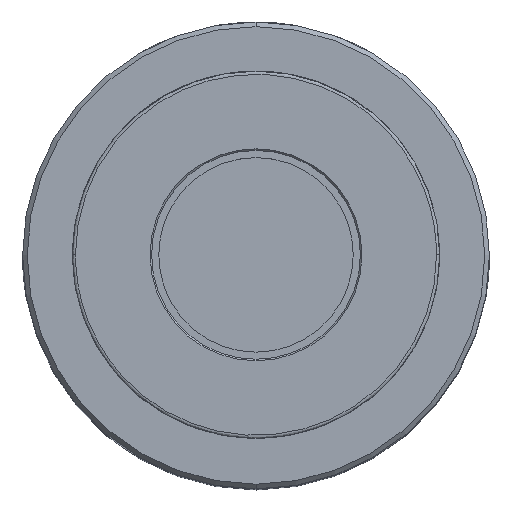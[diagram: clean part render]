
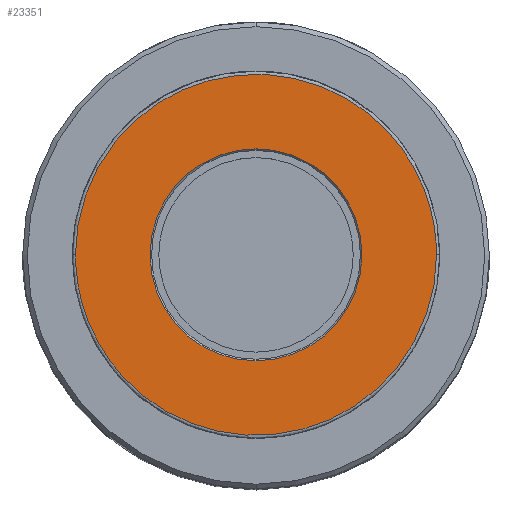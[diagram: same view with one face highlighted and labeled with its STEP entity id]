
A CAD part, top view. The second image highlights one B-rep face of the part: STEP entity #23351.
In plain terms, the highlighted planar face has unit normal (0, 0, 1).
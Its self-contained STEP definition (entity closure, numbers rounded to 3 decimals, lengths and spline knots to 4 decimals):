
#7736 = VERTEX_POINT ( 'NONE', #34391 ) ;
#7754 = VERTEX_POINT ( 'NONE', #34409 ) ;
#7762 = VERTEX_POINT ( 'NONE', #34417 ) ;
#7858 = VERTEX_POINT ( 'NONE', #34513 ) ;
#9077 = EDGE_CURVE ( 'NONE', #7762, #7754, #23934, .T. ) ;
#9113 = EDGE_CURVE ( 'NONE', #7754, #7762, #23959, .T. ) ;
#9168 = EDGE_CURVE ( 'NONE', #7858, #7736, #42051, .T. ) ;
#14584 = CARTESIAN_POINT ( 'NONE',  ( 0.8522, 0., 0. ) ) ;
#15189 = PLANE ( 'NONE',  #36969 ) ;
#15193 = DIRECTION ( 'NONE',  ( 0., 0., 1. ) ) ;
#15195 = DIRECTION ( 'NONE',  ( 0., -1., 0. ) ) ;
#23351 = ADVANCED_FACE ( 'NONE', ( #31791, #31794 ), #15189, .T. ) ;
#23934 = CIRCLE ( 'NONE', #36259, 0.8649 ) ;
#23959 = CIRCLE ( 'NONE', #36283, 0.8649 ) ;
#26765 = CARTESIAN_POINT ( 'NONE',  ( 1.4732, 0., 0. ) ) ;
#26807 = CARTESIAN_POINT ( 'NONE',  ( 1.4732, -2.9464, 0. ) ) ;
#26814 = CARTESIAN_POINT ( 'NONE',  ( -1.4732, -2.9464, 0. ) ) ;
#26815 = CARTESIAN_POINT ( 'NONE',  ( -1.4732, 0., 0. ) ) ;
#27167 = EDGE_CURVE ( 'NONE', #7736, #7858, #42390, .T. ) ;
#31791 = FACE_OUTER_BOUND ( 'NONE', #45473, .T. ) ;
#31794 = FACE_BOUND ( 'NONE', #45471, .T. ) ;
#33395 = CARTESIAN_POINT ( 'NONE',  ( 0., 0., 0. ) ) ;
#33396 = DIRECTION ( 'NONE',  ( 0., 0., -1. ) ) ;
#33397 = DIRECTION ( 'NONE',  ( 1., 0., 0. ) ) ;
#33594 = CARTESIAN_POINT ( 'NONE',  ( 0., 0., 0. ) ) ;
#33595 = DIRECTION ( 'NONE',  ( 0., 0., -1. ) ) ;
#33596 = DIRECTION ( 'NONE',  ( 1., 0., 0. ) ) ;
#34391 = CARTESIAN_POINT ( 'NONE',  ( 1.4732, 0., 0. ) ) ;
#34409 = CARTESIAN_POINT ( 'NONE',  ( -0.8649, 0., 0. ) ) ;
#34417 = CARTESIAN_POINT ( 'NONE',  ( 0.8649, 0., 0. ) ) ;
#34513 = CARTESIAN_POINT ( 'NONE',  ( -1.4732, 0., 0. ) ) ;
#36259 = AXIS2_PLACEMENT_3D ( 'NONE', #33395, #33396, #33397 ) ;
#36283 = AXIS2_PLACEMENT_3D ( 'NONE', #33594, #33595, #33596 ) ;
#36969 = AXIS2_PLACEMENT_3D ( 'NONE', #14584, #15193, #15195 ) ;
#40106 = ORIENTED_EDGE ( 'NONE', *, *, #9113, .T. ) ;
#40107 = ORIENTED_EDGE ( 'NONE', *, *, #9077, .T. ) ;
#40108 = ORIENTED_EDGE ( 'NONE', *, *, #9168, .F. ) ;
#40109 = ORIENTED_EDGE ( 'NONE', *, *, #27167, .F. ) ;
#42051 =( BOUNDED_CURVE ( )  B_SPLINE_CURVE ( 3, ( #42409, #42408, #42419, #42420 ),
 .UNSPECIFIED., .F., .F. ) 
 B_SPLINE_CURVE_WITH_KNOTS ( ( 4, 4 ),
 ( 0.5, 1. ),
 .UNSPECIFIED. ) 
 CURVE ( )  GEOMETRIC_REPRESENTATION_ITEM ( )  RATIONAL_B_SPLINE_CURVE ( ( 1., 0.333, 0.333, 1. ) ) 
 REPRESENTATION_ITEM ( '' )  );
#42390 =( BOUNDED_CURVE ( )  B_SPLINE_CURVE ( 3, ( #26765, #26807, #26814, #26815 ),
 .UNSPECIFIED., .F., .F. ) 
 B_SPLINE_CURVE_WITH_KNOTS ( ( 4, 4 ),
 ( 0., 0.5 ),
 .UNSPECIFIED. ) 
 CURVE ( )  GEOMETRIC_REPRESENTATION_ITEM ( )  RATIONAL_B_SPLINE_CURVE ( ( 1., 0.333, 0.333, 1. ) ) 
 REPRESENTATION_ITEM ( '' )  );
#42408 = CARTESIAN_POINT ( 'NONE',  ( -1.4732, 2.9464, 0. ) ) ;
#42409 = CARTESIAN_POINT ( 'NONE',  ( -1.4732, 0., 0. ) ) ;
#42419 = CARTESIAN_POINT ( 'NONE',  ( 1.4732, 2.9464, 0. ) ) ;
#42420 = CARTESIAN_POINT ( 'NONE',  ( 1.4732, 0., 0. ) ) ;
#45471 = EDGE_LOOP ( 'NONE', ( #40107, #40106 ) ) ;
#45473 = EDGE_LOOP ( 'NONE', ( #40109, #40108 ) ) ;
